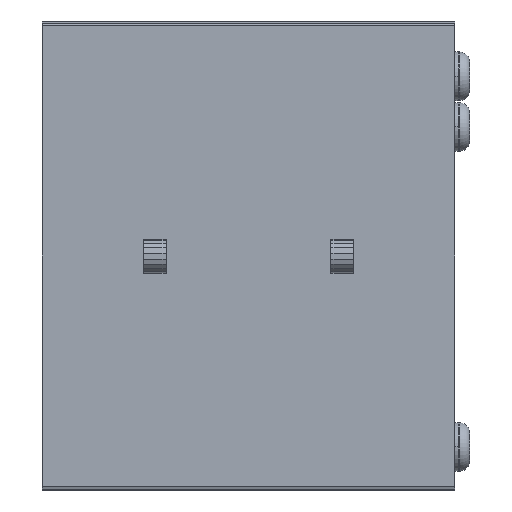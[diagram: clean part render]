
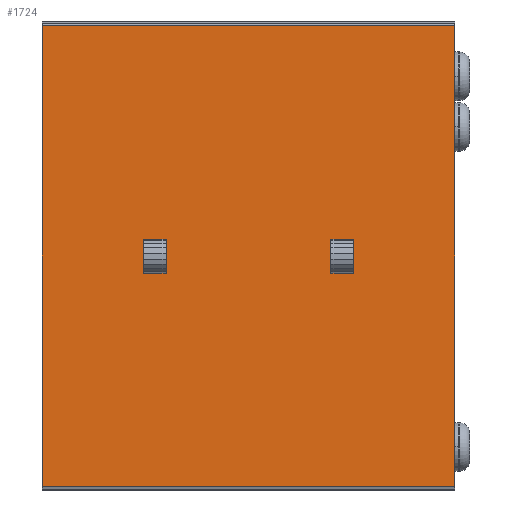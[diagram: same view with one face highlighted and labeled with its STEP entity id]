
A CAD part, front view. The second image highlights one B-rep face of the part: STEP entity #1724.
In plain terms, the highlighted planar face has unit normal (0, -1, 0).
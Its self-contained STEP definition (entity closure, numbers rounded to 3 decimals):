
#824=EDGE_CURVE('',#2304,#1288,#2416,.T.);
#852=EDGE_CURVE('',#2094,#2304,#2444,.T.);
#932=EDGE_CURVE('',#1580,#2022,#2534,.T.);
#970=EDGE_CURVE('',#2318,#1058,#2574,.T.);
#1058=VERTEX_POINT('',#2671);
#1060=EDGE_CURVE('',#2318,#1584,#2673,.T.);
#1106=VERTEX_POINT('',#2725);
#1264=VERTEX_POINT('',#2899);
#1288=VERTEX_POINT('',#2926);
#1436=EDGE_CURVE('',#2022,#1106,#3087,.T.);
#1546=VERTEX_POINT('',#3206);
#1548=EDGE_CURVE('',#1584,#1546,#3208,.T.);
#1580=VERTEX_POINT('',#3244);
#1584=VERTEX_POINT('',#3249);
#1724=ADVANCED_FACE('',(#3412,#3413,#3414),#3415,.T.);
#1752=EDGE_CURVE('',#1546,#1058,#3444,.T.);
#1802=VERTEX_POINT('',#3498);
#1936=EDGE_CURVE('',#1802,#2094,#3654,.T.);
#2020=EDGE_CURVE('',#1264,#1580,#3743,.T.);
#2022=VERTEX_POINT('',#3745);
#2094=VERTEX_POINT('',#3820);
#2148=EDGE_CURVE('',#1288,#1802,#3876,.T.);
#2284=EDGE_CURVE('',#1106,#1264,#4033,.T.);
#2304=VERTEX_POINT('',#4055);
#2318=VERTEX_POINT('',#4070);
#2416=LINE('',#4167,#4168);
#2444=LINE('',#4210,#4211);
#2534=LINE('',#4334,#4335);
#2574=LINE('',#4393,#4394);
#2671=CARTESIAN_POINT('',(11.0,0.,12.39));
#2673=LINE('',#4534,#4535);
#2725=CARTESIAN_POINT('',(2.7,0.,5.79));
#2899=CARTESIAN_POINT('',(2.7,0.,6.69));
#2926=CARTESIAN_POINT('',(7.7,0.,6.69));
#3087=LINE('',#5090,#5091);
#3206=CARTESIAN_POINT('',(11.0,0.0,0.1));
#3208=LINE('',#5254,#5255);
#3244=CARTESIAN_POINT('',(3.3,0.,6.69));
#3249=CARTESIAN_POINT('',(0.,0.0,0.1));
#3412=FACE_BOUND('',#5520,.T.);
#3413=FACE_BOUND('',#5521,.T.);
#3414=FACE_OUTER_BOUND('',#5522,.T.);
#3415=PLANE('',#5523);
#3444=LINE('',#5565,#5566);
#3498=CARTESIAN_POINT('',(8.3,0.,6.69));
#3654=LINE('',#5833,#5834);
#3743=LINE('',#5959,#5960);
#3745=CARTESIAN_POINT('',(3.3,0.,5.79));
#3820=CARTESIAN_POINT('',(8.3,0.,5.79));
#3876=LINE('',#6142,#6143);
#4033=LINE('',#6358,#6359);
#4055=CARTESIAN_POINT('',(7.7,0.,5.79));
#4070=CARTESIAN_POINT('',(0.,0.,12.39));
#4167=CARTESIAN_POINT('',(7.7,0.,3.17));
#4168=VECTOR('',#6527,1.0);
#4210=CARTESIAN_POINT('',(3.85,0.,5.79));
#4211=VECTOR('',#6542,1.0);
#4334=CARTESIAN_POINT('',(3.3,0.,3.17));
#4335=VECTOR('',#6667,1.0);
#4393=CARTESIAN_POINT('',(0.,0.,12.39));
#4394=VECTOR('',#6702,1.0);
#4534=CARTESIAN_POINT('',(0.,0.,12.39));
#4535=VECTOR('',#6816,1.0);
#5090=CARTESIAN_POINT('',(1.35,0.,5.79));
#5091=VECTOR('',#7307,1.0);
#5254=CARTESIAN_POINT('',(0.,0.0,0.1));
#5255=VECTOR('',#7435,1.0);
#5520=EDGE_LOOP('',(#7732,#7733,#7734,#7735));
#5521=EDGE_LOOP('',(#7736,#7737,#7738,#7739));
#5522=EDGE_LOOP('',(#7740,#7741,#7742,#7743));
#5523=AXIS2_PLACEMENT_3D('',#7744,#7745,#7746);
#5565=CARTESIAN_POINT('',(11.0,0.,12.39));
#5566=VECTOR('',#7766,1.0);
#5833=CARTESIAN_POINT('',(8.3,0.,3.17));
#5834=VECTOR('',#8065,1.0);
#5959=CARTESIAN_POINT('',(1.35,0.,6.69));
#5960=VECTOR('',#8142,1.0);
#6142=CARTESIAN_POINT('',(3.85,0.,6.69));
#6143=VECTOR('',#8254,1.0);
#6358=CARTESIAN_POINT('',(2.7,0.,3.17));
#6359=VECTOR('',#8453,1.0);
#6527=DIRECTION('',(0.,0.,1.));
#6542=DIRECTION('',(-1.0,0.0,0.));
#6667=DIRECTION('',(0.,0.,-1.));
#6702=DIRECTION('',(1.0,0.0,0.));
#6816=DIRECTION('',(0.,0.,-1.));
#7307=DIRECTION('',(-1.0,0.0,0.));
#7435=DIRECTION('',(1.0,0.0,0.));
#7732=ORIENTED_EDGE('',*,*,#852,.T.);
#7733=ORIENTED_EDGE('',*,*,#824,.T.);
#7734=ORIENTED_EDGE('',*,*,#2148,.T.);
#7735=ORIENTED_EDGE('',*,*,#1936,.T.);
#7736=ORIENTED_EDGE('',*,*,#1436,.T.);
#7737=ORIENTED_EDGE('',*,*,#2284,.T.);
#7738=ORIENTED_EDGE('',*,*,#2020,.T.);
#7739=ORIENTED_EDGE('',*,*,#932,.T.);
#7740=ORIENTED_EDGE('',*,*,#1752,.T.);
#7741=ORIENTED_EDGE('',*,*,#970,.F.);
#7742=ORIENTED_EDGE('',*,*,#1060,.T.);
#7743=ORIENTED_EDGE('',*,*,#1548,.T.);
#7744=CARTESIAN_POINT('',(0.,0.0,0.1));
#7745=DIRECTION('',(0.,-1.,0.));
#7746=DIRECTION('',(0.,0.,-1.));
#7766=DIRECTION('',(0.,0.,1.));
#8065=DIRECTION('',(0.,0.,-1.));
#8142=DIRECTION('',(1.0,0.0,0.));
#8254=DIRECTION('',(1.0,0.0,0.));
#8453=DIRECTION('',(0.,0.,1.));
